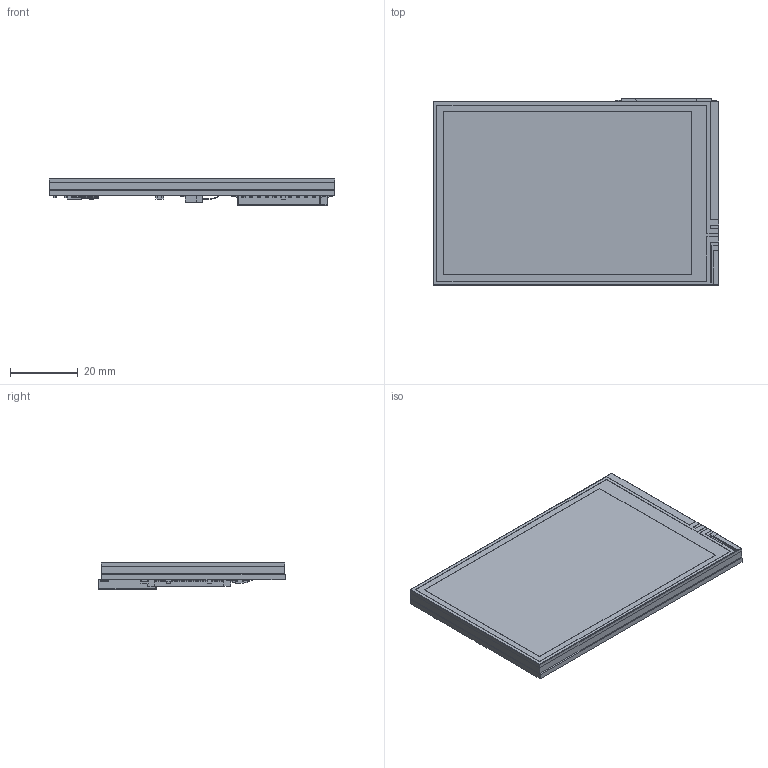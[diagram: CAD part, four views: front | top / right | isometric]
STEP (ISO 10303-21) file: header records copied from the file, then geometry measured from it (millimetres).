
FILE_DESCRIPTION(('STEP AP242'),'1');
FILE_NAME('ILI9486_3.stp','2026-01-06T16:38:00',(' '),(' '),'Spatial InterOp 3D',' ',' ');
FILE_SCHEMA(('AP242_MANAGED_MODEL_BASED_3D_ENGINEERING_MIM_LF {1 0 10303 442 1 1 4}'));
Length unit declared in the file: millimetre
Products named in the file (9): ILI9486_3; PCB; resistor2; J3Y; LCD; ceramic2; XPT204; SD_holder; Connector
Assembly tree (14 placements, depth 2):
  ILI9486_3
    PCB
    resistor2  x4
    J3Y
    LCD
    ceramic2  x4
    XPT204
    SD_holder
    Connector
Bounding box: 84 x 54.84 x 8.1 mm (x, y, z)
Volume: 22190.9 mm3; surface area: 41005.6 mm2
Topology: 132 solids, 132 shells, 1552 faces, 3782 edges, 2493 vertices
Faces by surface type: plane 1207, cylinder 247, extrusion 62, bspline 32, sphere 3, torus 1
Entity records: 42138 total; most frequent: CARTESIAN_POINT 9773, ORIENTED_EDGE 6466, DIRECTION 6020, EDGE_CURVE 3233, VECTOR 2800, LINE 2738, VERTEX_POINT 2145, AXIS2_PLACEMENT_3D 1610
